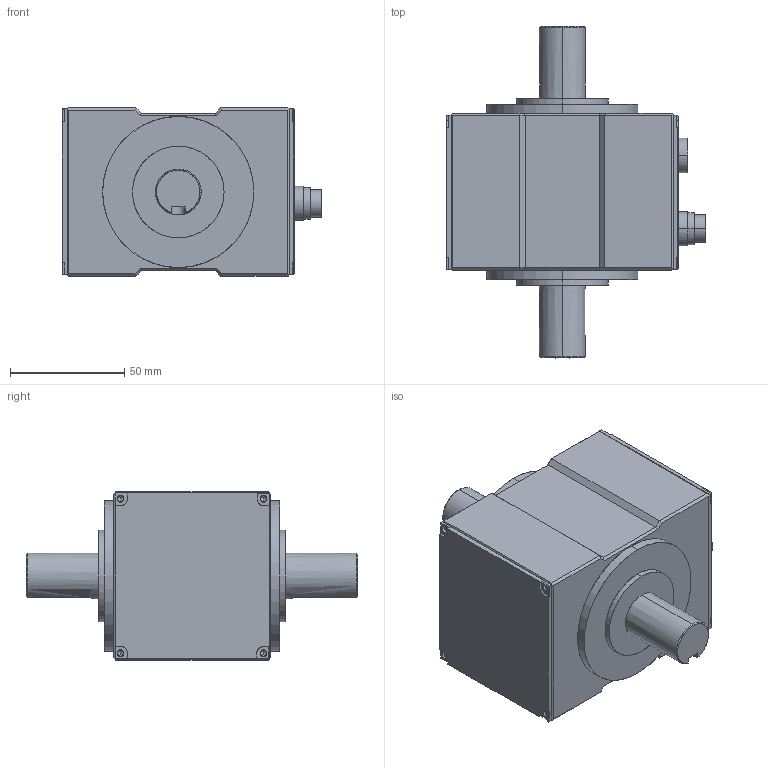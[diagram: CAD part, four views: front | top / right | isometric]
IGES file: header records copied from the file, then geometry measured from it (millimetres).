
Start section: SolidWorks IGES file using analytic representation for surfaces
Global section: file name: RWT4086M3D.IGS; native system: SolidWorks 2013; preprocessor: SolidWorks 2013; author: Mike; date: 170112.094021; units: millimetre
Bounding box: 113.5 x 145 x 73.5 mm (x, y, z)
Surface area: 47687.5 mm2 (no closed solid volume)
Topology: 0 solids, 0 shells, 257 faces, 3665 edges, 3633 vertices
Faces by surface type: revolution 130, bspline 127
